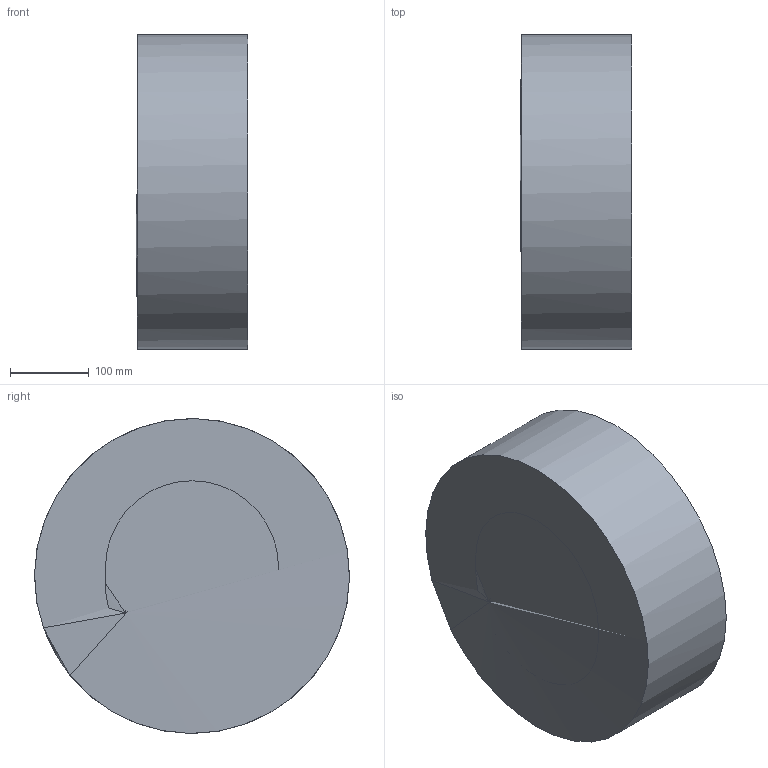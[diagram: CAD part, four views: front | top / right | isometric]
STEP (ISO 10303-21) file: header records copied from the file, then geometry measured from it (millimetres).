
FILE_DESCRIPTION(('Open CASCADE Model'),'2;1');
FILE_NAME('Open CASCADE Shape Model','2025-03-07T11:36:31',('Author'),( 'Open CASCADE'),'Open CASCADE STEP processor 7.7','Open CASCADE 7.7' ,'Unknown');
FILE_SCHEMA(('AUTOMOTIVE_DESIGN { 1 0 10303 214 1 1 1 1 }'));
Length unit declared in the file: millimetre
Products named in the file (1): Open CASCADE STEP translator 7.7 1
Bounding box: 141.99 x 400 x 400 mm (x, y, z)
Volume: 15749068.2 mm3; surface area: 1014739.1 mm2
Topology: 1 solids, 3 shells, 39 faces, 104 edges, 64 vertices
Faces by surface type: plane 20, cylinder 19
Full cylindrical faces by diameter (mm): 220 x1
Entity records: 2338 total; most frequent: CARTESIAN_POINT 554, DIRECTION 342, ORIENTED_EDGE 172, PCURVE 170, DEFINITIONAL_REPRESENTATION 170, CIRCLE 118, AXIS2_PLACEMENT_3D 109, EDGE_CURVE 102
